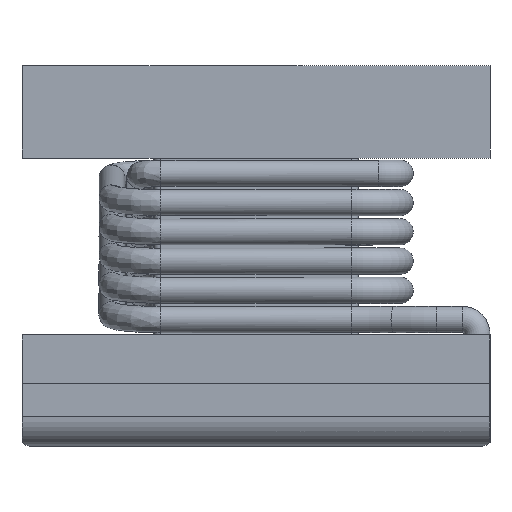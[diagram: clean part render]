
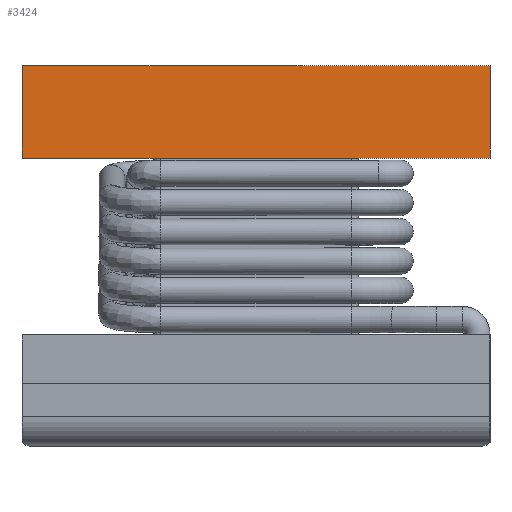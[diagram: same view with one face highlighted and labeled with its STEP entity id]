
A CAD part, left-side view. The second image highlights one B-rep face of the part: STEP entity #3424.
In plain terms, the highlighted planar face has unit normal (-1, 0, 0).
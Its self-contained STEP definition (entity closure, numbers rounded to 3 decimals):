
#522=ORIENTED_EDGE('',*,*,#1375,.F.);
#523=ORIENTED_EDGE('',*,*,#1376,.F.);
#524=ORIENTED_EDGE('',*,*,#1377,.T.);
#525=ORIENTED_EDGE('',*,*,#1373,.T.);
#1373=EDGE_CURVE('',#1804,#1803,#2124,.T.);
#1375=EDGE_CURVE('',#1805,#1803,#2126,.T.);
#1376=EDGE_CURVE('',#1806,#1805,#2127,.T.);
#1377=EDGE_CURVE('',#1806,#1804,#2128,.T.);
#1803=VERTEX_POINT('',#6042);
#1804=VERTEX_POINT('',#6044);
#1805=VERTEX_POINT('',#6048);
#1806=VERTEX_POINT('',#6050);
#2124=LINE('',#6043,#2398);
#2126=LINE('',#6047,#2400);
#2127=LINE('',#6049,#2401);
#2128=LINE('',#6051,#2402);
#2398=VECTOR('',#4988,1000.);
#2400=VECTOR('',#4992,1000.);
#2401=VECTOR('',#4993,1000.);
#2402=VECTOR('',#4994,1000.);
#2640=EDGE_LOOP('',(#522,#523,#524,#525));
#2979=FACE_BOUND('',#2640,.T.);
#3303=PLANE('',#4551);
#3424=ADVANCED_FACE('',(#2979),#3303,.T.);
#4551=AXIS2_PLACEMENT_3D('',#6046,#4990,#4991);
#4988=DIRECTION('',(0.,0.,-1.));
#4990=DIRECTION('',(-1.,0.,0.));
#4991=DIRECTION('',(0.,0.,1.));
#4992=DIRECTION('',(0.,1.,0.));
#4993=DIRECTION('',(0.,0.,-1.));
#4994=DIRECTION('',(0.,1.,0.));
#6042=CARTESIAN_POINT('',(-1.8,1.6,1.21));
#6043=CARTESIAN_POINT('',(-1.8,1.6,1.84));
#6044=CARTESIAN_POINT('',(-1.8,1.6,1.84));
#6046=CARTESIAN_POINT('',(-1.8,-1.6,1.84));
#6047=CARTESIAN_POINT('',(-1.8,-1.6,1.21));
#6048=CARTESIAN_POINT('',(-1.8,-1.6,1.21));
#6049=CARTESIAN_POINT('',(-1.8,-1.6,1.84));
#6050=CARTESIAN_POINT('',(-1.8,-1.6,1.84));
#6051=CARTESIAN_POINT('',(-1.8,-1.6,1.84));
